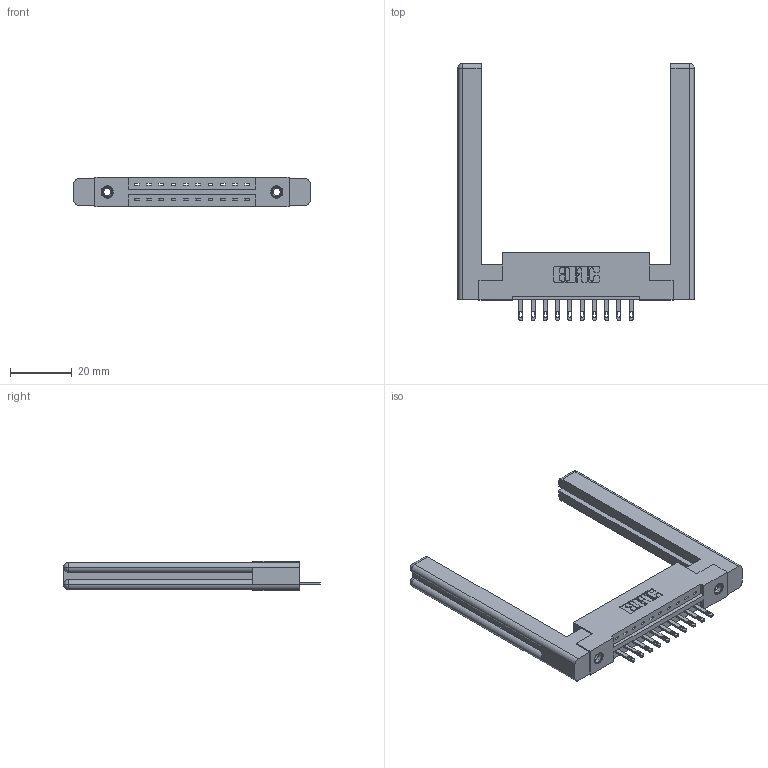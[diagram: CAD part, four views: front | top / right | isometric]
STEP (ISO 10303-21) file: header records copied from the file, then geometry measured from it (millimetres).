
FILE_DESCRIPTION (( 'STEP AP203' ), '1' );
FILE_NAME ('337-010-500-158.STEP', '2019-09-27T20:50:00', ( '' ), ( '' ), 'SwSTEP 2.0', 'SolidWorks 2016', '' );
FILE_SCHEMA (( 'CONFIG_CONTROL_DESIGN' ));
Length unit declared in the file: inch
Products named in the file (5): 345-250-001_345-250-001-102; 337 Part_Flush Mounting Lugs - 0.156 Dia-TI; 307-220-058; 345-292-001_345-293-100; 337-010-500-158
Assembly tree (15 placements, depth 2):
  337-010-500-158
    337 Part_Flush Mounting Lugs - 0.156 Dia-TI
    345-292-001_345-293-100  x10
    345-250-001_345-250-001-102  x2
    307-220-058  x2
Bounding box: 76.25 x 82.94 x 9.4 mm (x, y, z)
Volume: 14692.9 mm3; surface area: 12840.7 mm2
Topology: 15 solids, 15 shells, 836 faces, 2465 edges, 1630 vertices
Faces by surface type: plane 554, cylinder 258, cone 12, torus 12
Entity records: 14136 total; most frequent: CARTESIAN_POINT 2459, ORIENTED_EDGE 2344, DIRECTION 2156, EDGE_CURVE 1172, VECTOR 992, LINE 992, VERTEX_POINT 774, AXIS2_PLACEMENT_3D 582
